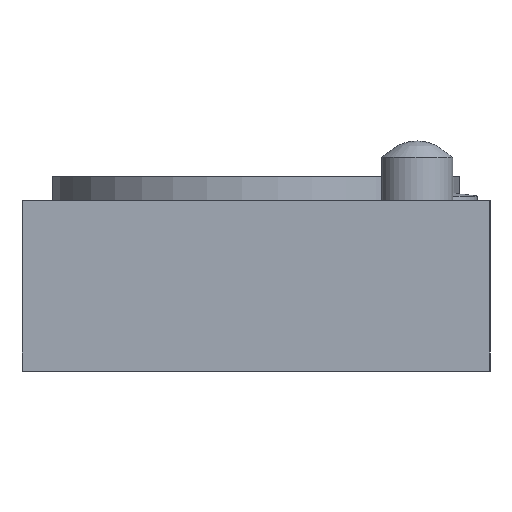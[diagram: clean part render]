
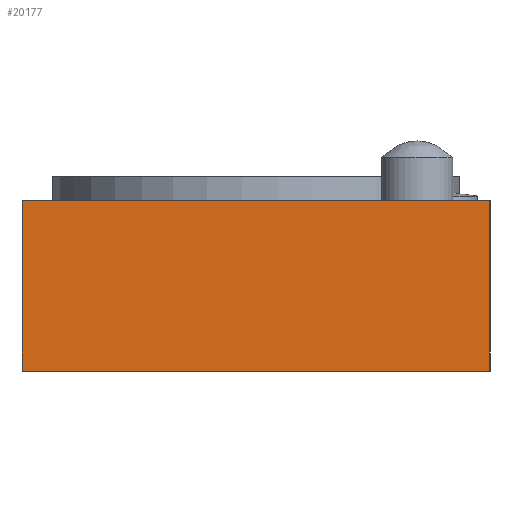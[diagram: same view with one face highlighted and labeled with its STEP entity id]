
A CAD part, left-side view. The second image highlights one B-rep face of the part: STEP entity #20177.
In plain terms, the highlighted planar face has unit normal (-1, 0, 0).
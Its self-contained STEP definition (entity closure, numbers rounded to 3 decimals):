
#1282=FACE_OUTER_BOUND('',#2453,.T.);
#2453=EDGE_LOOP('',(#14342,#14343,#14344,#14345));
#3916=LINE('',#29113,#6329);
#4027=LINE('',#29349,#6440);
#4028=LINE('',#29351,#6441);
#4029=LINE('',#29352,#6442);
#6329=VECTOR('',#23471,85.);
#6440=VECTOR('',#23716,31.);
#6441=VECTOR('',#23717,85.);
#6442=VECTOR('',#23718,31.);
#8686=VERTEX_POINT('',#29110);
#8687=VERTEX_POINT('',#29112);
#8745=VERTEX_POINT('',#29348);
#8746=VERTEX_POINT('',#29350);
#10785=EDGE_CURVE('',#8687,#8686,#3916,.T.);
#10898=EDGE_CURVE('',#8745,#8686,#4027,.T.);
#10899=EDGE_CURVE('',#8745,#8746,#4028,.T.);
#10900=EDGE_CURVE('',#8746,#8687,#4029,.T.);
#14342=ORIENTED_EDGE('',*,*,#10898,.F.);
#14343=ORIENTED_EDGE('',*,*,#10899,.T.);
#14344=ORIENTED_EDGE('',*,*,#10900,.T.);
#14345=ORIENTED_EDGE('',*,*,#10785,.T.);
#19253=PLANE('',#21371);
#20177=ADVANCED_FACE('',(#1282),#19253,.T.);
#21371=AXIS2_PLACEMENT_3D('',#29347,#23714,#23715);
#23471=DIRECTION('',(0.,1.,0.));
#23714=DIRECTION('center_axis',(-1.,0.,0.));
#23715=DIRECTION('ref_axis',(0.,0.,1.));
#23716=DIRECTION('',(0.,0.,1.));
#23717=DIRECTION('',(0.,-1.,0.));
#23718=DIRECTION('',(0.,0.,1.));
#29110=CARTESIAN_POINT('',(-72.5,42.5,31.));
#29112=CARTESIAN_POINT('',(-72.5,-42.5,31.));
#29113=CARTESIAN_POINT('',(-72.5,42.5,31.));
#29347=CARTESIAN_POINT('Origin',(-72.5,-42.5,0.));
#29348=CARTESIAN_POINT('',(-72.5,42.5,0.));
#29349=CARTESIAN_POINT('',(-72.5,42.5,0.));
#29350=CARTESIAN_POINT('',(-72.5,-42.5,0.));
#29351=CARTESIAN_POINT('',(-72.5,42.5,0.));
#29352=CARTESIAN_POINT('',(-72.5,-42.5,0.));
